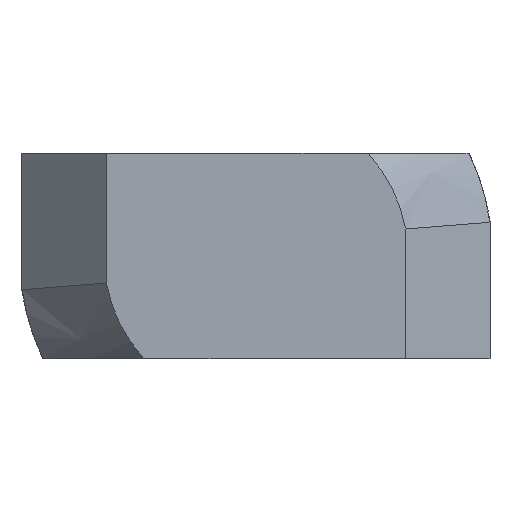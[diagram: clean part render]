
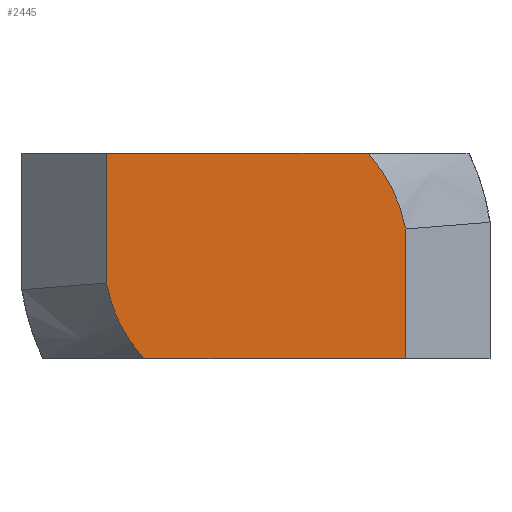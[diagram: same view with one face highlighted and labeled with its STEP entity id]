
A CAD part, front view. The second image highlights one B-rep face of the part: STEP entity #2445.
In plain terms, the highlighted planar face has unit normal (0, -1, 0).
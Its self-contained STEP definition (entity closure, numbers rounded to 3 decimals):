
#9 = DIRECTION ( 'NONE',  ( 0., -1., 0. ) ) ;
#44 = CARTESIAN_POINT ( 'NONE',  ( -6.2, -11.8, 0. ) ) ;
#85 = ORIENTED_EDGE ( 'NONE', *, *, #1703, .T. ) ;
#222 = DIRECTION ( 'NONE',  ( 1., 0., 0. ) ) ;
#229 = LINE ( 'NONE', #44, #1534 ) ;
#414 = VECTOR ( 'NONE', #1038, 1000. ) ;
#476 = VERTEX_POINT ( 'NONE', #578 ) ;
#480 = ORIENTED_EDGE ( 'NONE', *, *, #970, .T. ) ;
#578 = CARTESIAN_POINT ( 'NONE',  ( -6.2, -11.8, -1.118 ) ) ;
#592 = EDGE_LOOP ( 'NONE', ( #85, #2248, #480, #2505, #1889, #2201 ) ) ;
#599 = EDGE_CURVE ( 'NONE', #1656, #1825, #712, .T. ) ;
#649 = DIRECTION ( 'NONE',  ( 0., 0., -1. ) ) ;
#712 = CIRCLE ( 'NONE', #2195, 6.3 ) ;
#762 = DIRECTION ( 'NONE',  ( 0., 0., -1. ) ) ;
#792 = DIRECTION ( 'NONE',  ( 0., -1., 0. ) ) ;
#970 = EDGE_CURVE ( 'NONE', #1825, #1938, #2151, .T. ) ;
#1038 = DIRECTION ( 'NONE',  ( -1., 0., 0. ) ) ;
#1061 = CARTESIAN_POINT ( 'NONE',  ( 0., -11.8, 0. ) ) ;
#1113 = DIRECTION ( 'NONE',  ( 0., -1., 0. ) ) ;
#1191 = VECTOR ( 'NONE', #1658, 1000. ) ;
#1211 = LINE ( 'NONE', #2071, #1191 ) ;
#1224 = CARTESIAN_POINT ( 'NONE',  ( 6.2, -11.8, -4.25 ) ) ;
#1265 = CARTESIAN_POINT ( 'NONE',  ( 8.83, -11.8, 4.25 ) ) ;
#1360 = EDGE_CURVE ( 'NONE', #476, #2550, #2766, .T. ) ;
#1431 = EDGE_CURVE ( 'NONE', #2550, #2291, #1753, .T. ) ;
#1534 = VECTOR ( 'NONE', #2409, 1000. ) ;
#1536 = FACE_OUTER_BOUND ( 'NONE', #592, .T. ) ;
#1626 = CARTESIAN_POINT ( 'NONE',  ( 6.2, -11.8, 1.118 ) ) ;
#1656 = VERTEX_POINT ( 'NONE', #1626 ) ;
#1658 = DIRECTION ( 'NONE',  ( 0., 0., 1. ) ) ;
#1703 = EDGE_CURVE ( 'NONE', #2291, #1656, #1211, .T. ) ;
#1753 = LINE ( 'NONE', #2387, #2043 ) ;
#1787 = AXIS2_PLACEMENT_3D ( 'NONE', #1061, #1113, #649 ) ;
#1792 = CARTESIAN_POINT ( 'NONE',  ( 4.651, -11.8, 4.25 ) ) ;
#1811 = CARTESIAN_POINT ( 'NONE',  ( -4.651, -11.8, -4.25 ) ) ;
#1825 = VERTEX_POINT ( 'NONE', #1792 ) ;
#1889 = ORIENTED_EDGE ( 'NONE', *, *, #1360, .T. ) ;
#1938 = VERTEX_POINT ( 'NONE', #2093 ) ;
#1945 = PLANE ( 'NONE',  #2217 ) ;
#2043 = VECTOR ( 'NONE', #222, 1000. ) ;
#2071 = CARTESIAN_POINT ( 'NONE',  ( 6.2, -11.8, 0. ) ) ;
#2074 = CARTESIAN_POINT ( 'NONE',  ( 0., -11.8, 0. ) ) ;
#2093 = CARTESIAN_POINT ( 'NONE',  ( -6.2, -11.8, 4.25 ) ) ;
#2151 = LINE ( 'NONE', #1265, #414 ) ;
#2195 = AXIS2_PLACEMENT_3D ( 'NONE', #2074, #792, #762 ) ;
#2201 = ORIENTED_EDGE ( 'NONE', *, *, #1431, .T. ) ;
#2217 = AXIS2_PLACEMENT_3D ( 'NONE', #2384, #9, #2361 ) ;
#2248 = ORIENTED_EDGE ( 'NONE', *, *, #599, .T. ) ;
#2291 = VERTEX_POINT ( 'NONE', #1224 ) ;
#2361 = DIRECTION ( 'NONE',  ( 0., 0., -1. ) ) ;
#2384 = CARTESIAN_POINT ( 'NONE',  ( 0., -11.8, 0. ) ) ;
#2387 = CARTESIAN_POINT ( 'NONE',  ( -8.83, -11.8, -4.25 ) ) ;
#2409 = DIRECTION ( 'NONE',  ( 0., 0., -1. ) ) ;
#2445 = ADVANCED_FACE ( 'NONE', ( #1536 ), #1945, .T. ) ;
#2505 = ORIENTED_EDGE ( 'NONE', *, *, #2757, .T. ) ;
#2550 = VERTEX_POINT ( 'NONE', #1811 ) ;
#2757 = EDGE_CURVE ( 'NONE', #1938, #476, #229, .T. ) ;
#2766 = CIRCLE ( 'NONE', #1787, 6.3 ) ;
